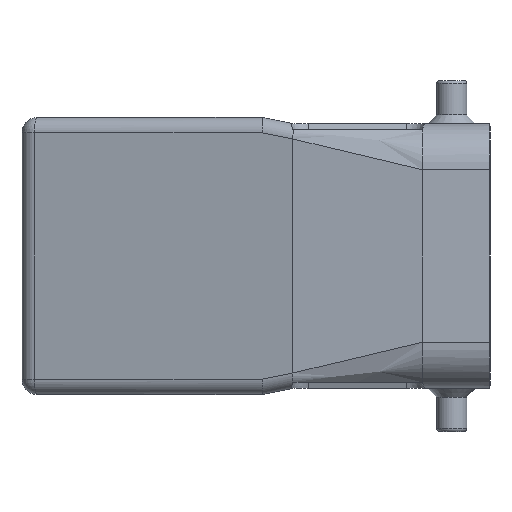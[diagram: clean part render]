
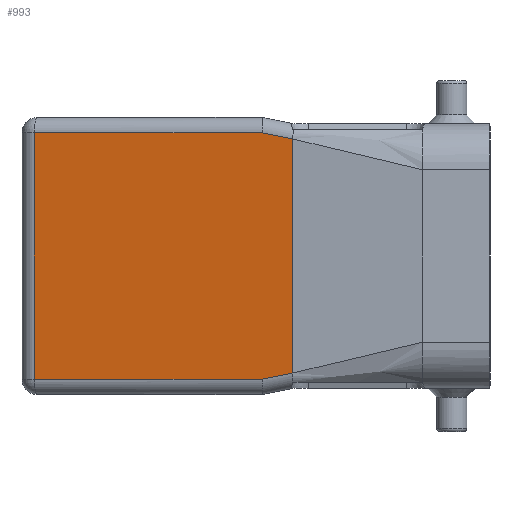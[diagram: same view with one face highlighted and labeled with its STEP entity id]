
A CAD part, left-side view. The second image highlights one B-rep face of the part: STEP entity #993.
In plain terms, the highlighted planar face has unit normal (-0.982, 0.191, 0).
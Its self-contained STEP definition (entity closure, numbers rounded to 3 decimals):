
#634=PLANE('',#8339);
#993=ADVANCED_FACE('',(#1516),#634,.T.);
#1516=FACE_OUTER_BOUND('',#1976,.T.);
#1976=EDGE_LOOP('',(#3366,#3367,#3368,#3369,#3370,#3371));
#3366=ORIENTED_EDGE('',*,*,#5944,.F.);
#3367=ORIENTED_EDGE('',*,*,#5945,.F.);
#3368=ORIENTED_EDGE('',*,*,#5922,.T.);
#3369=ORIENTED_EDGE('',*,*,#5946,.F.);
#3370=ORIENTED_EDGE('',*,*,#5947,.T.);
#3371=ORIENTED_EDGE('',*,*,#5942,.T.);
#5045=VERTEX_POINT('',#12833);
#5048=VERTEX_POINT('',#12840);
#5063=VERTEX_POINT('',#12889);
#5064=VERTEX_POINT('',#12891);
#5065=VERTEX_POINT('',#12895);
#5066=VERTEX_POINT('',#12898);
#5922=EDGE_CURVE('',#5048,#5045,#6853,.T.);
#5942=EDGE_CURVE('',#5064,#5063,#6867,.T.);
#5944=EDGE_CURVE('',#5065,#5063,#6869,.T.);
#5945=EDGE_CURVE('',#5048,#5065,#6870,.T.);
#5946=EDGE_CURVE('',#5066,#5045,#6871,.T.);
#5947=EDGE_CURVE('',#5066,#5064,#6872,.T.);
#6853=LINE('',#12842,#7598);
#6867=LINE('',#12890,#7612);
#6869=LINE('',#12894,#7614);
#6870=LINE('',#12896,#7615);
#6871=LINE('',#12897,#7616);
#6872=LINE('',#12899,#7617);
#7598=VECTOR('',#9748,1.);
#7612=VECTOR('',#9782,1.);
#7614=VECTOR('',#9786,1.);
#7615=VECTOR('',#9787,1.);
#7616=VECTOR('',#9788,1.);
#7617=VECTOR('',#9789,1.);
#8339=AXIS2_PLACEMENT_3D('',#12900,#9790,#9791);
#9748=DIRECTION('',(0.,0.,-1.));
#9782=DIRECTION('',(0.,0.,1.));
#9786=DIRECTION('',(-0.187,-0.963,-0.193));
#9787=DIRECTION('',(-0.191,-0.982,0.));
#9788=DIRECTION('',(0.191,0.982,0.));
#9789=DIRECTION('',(-0.187,-0.963,0.193));
#9790=DIRECTION('',(-0.982,0.191,0.));
#9791=DIRECTION('',(-0.191,-0.982,0.));
#12833=CARTESIAN_POINT('',(-49.843,41.977,-20.));
#12840=CARTESIAN_POINT('',(-49.843,41.977,20.));
#12842=CARTESIAN_POINT('',(-49.843,41.977,0.));
#12889=CARTESIAN_POINT('',(-58.002,-0.001,19.003));
#12890=CARTESIAN_POINT('',(-58.002,-0.001,0.));
#12891=CARTESIAN_POINT('',(-58.002,0.,-19.));
#12894=CARTESIAN_POINT('',(-55.41,13.335,21.673));
#12895=CARTESIAN_POINT('',(-57.036,4.969,20.));
#12896=CARTESIAN_POINT('',(-55.891,10.863,20.));
#12897=CARTESIAN_POINT('',(-49.45,44.,-20.));
#12898=CARTESIAN_POINT('',(-57.036,4.969,-20.));
#12899=CARTESIAN_POINT('',(-50.453,38.84,-26.774));
#12900=CARTESIAN_POINT('',(-49.45,44.,0.));
